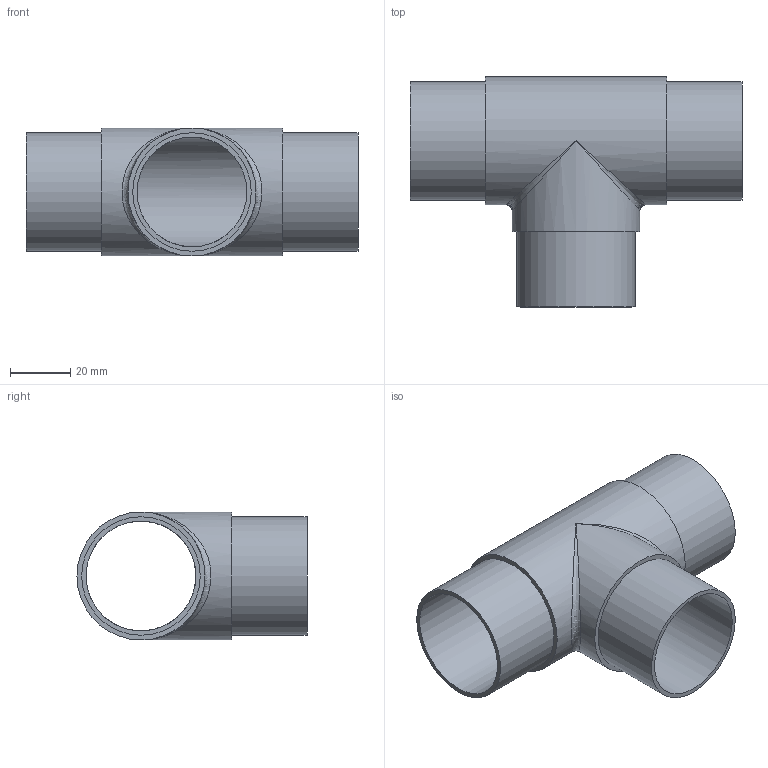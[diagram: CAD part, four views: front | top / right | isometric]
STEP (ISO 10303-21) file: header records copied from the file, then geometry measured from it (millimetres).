
FILE_DESCRIPTION(/* description */ (''),/* implementation_level */ '2;1');
FILE_NAME(/* name */ 'T-Stuck_X47.stp',/* time_stamp */ '2017-05-13T19:19:10+02:00',/* author */ (''),/* organization */ (''),/* preprocessor_version */ 'ST-DEVELOPER v16',/* originating_system */ 'SIEMENS PLM Software NX 11.0',/* authorisation */ '');
FILE_SCHEMA (('AUTOMOTIVE_DESIGN { 1 0 10303 214 3 1 1 1 }'));
Length unit declared in the file: millimetre
Products named in the file (1): Goge032023F0whk8
Bounding box: 110 x 76.22 x 42.4 mm (x, y, z)
Volume: 36881.1 mm3; surface area: 34941.1 mm2
Topology: 1 solids, 1 shells, 18 faces, 39 edges, 23 vertices
Faces by surface type: plane 8, cylinder 8, bspline 2
Full cylindrical faces by diameter (mm): 36.4 x2, 36.432 x1, 39.266 x1, 39.27 x2, 42.4 x2
Entity records: 550 total; most frequent: CARTESIAN_POINT 189, DIRECTION 78, ORIENTED_EDGE 44, AXIS2_PLACEMENT_3D 39, EDGE_LOOP 34, FACE_BOUND 30, EDGE_CURVE 22, ADVANCED_FACE 18
